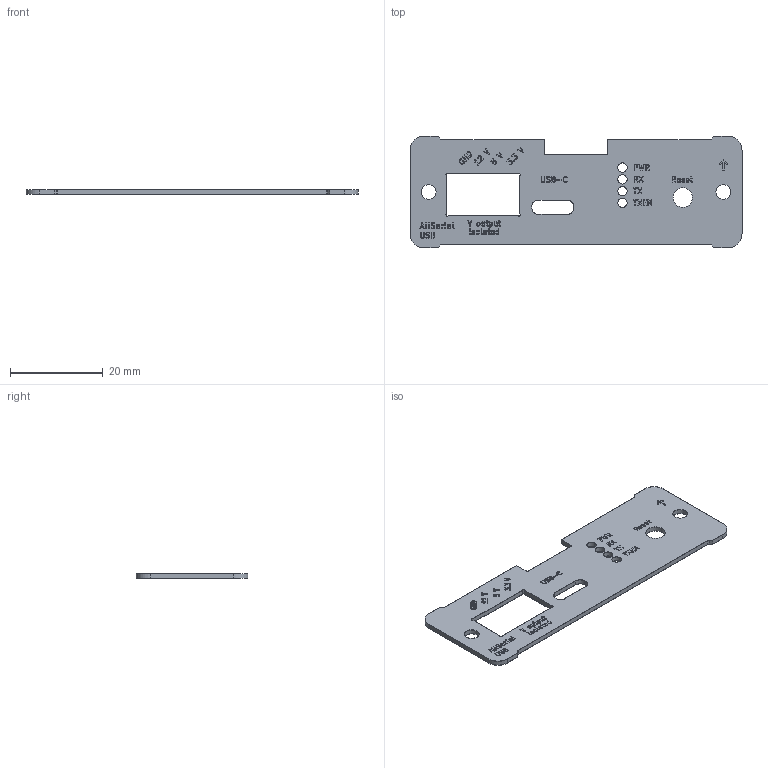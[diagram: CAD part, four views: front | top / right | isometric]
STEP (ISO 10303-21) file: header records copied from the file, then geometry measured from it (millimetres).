
FILE_DESCRIPTION(('KiCad electronic assembly'),'2;1');
FILE_NAME('FTDI master front.step','2025-07-09T22:03:19',('Pcbnew'),( 'Kicad'),'Open CASCADE STEP processor 7.8','KiCad to STEP converter' ,'Unknown');
FILE_SCHEMA(('AUTOMOTIVE_DESIGN { 1 0 10303 214 1 1 1 1 }'));
Length unit declared in the file: millimetre
Products named in the file (5): FTDI master front 1; FTDI master front_copper; FTDI master front_silkscreen; FTDI master front_soldermask; FTDI master front_PCB
Assembly tree (4 placements, depth 2):
  FTDI master front 1
    FTDI master front_copper
    FTDI master front_silkscreen
    FTDI master front_soldermask
    FTDI master front_PCB
Bounding box: 71.5 x 24 x 1.12 mm (x, y, z)
Volume: 1370.1 mm3; surface area: 5769.2 mm2
Topology: 78 solids, 146 shells, 1648 faces, 6618 edges, 5194 vertices
Faces by surface type: plane 1292, cylinder 356
Full cylindrical faces by diameter (mm): 2 x4, 3.2 x2, 4.2 x1
Entity records: 70599 total; most frequent: CARTESIAN_POINT 13465, DIRECTION 11127, ORIENTED_EDGE 10890, EDGE_CURVE 6618, LINE 5415, VECTOR 5415, VERTEX_POINT 5194, AXIS2_PLACEMENT_3D 2856
